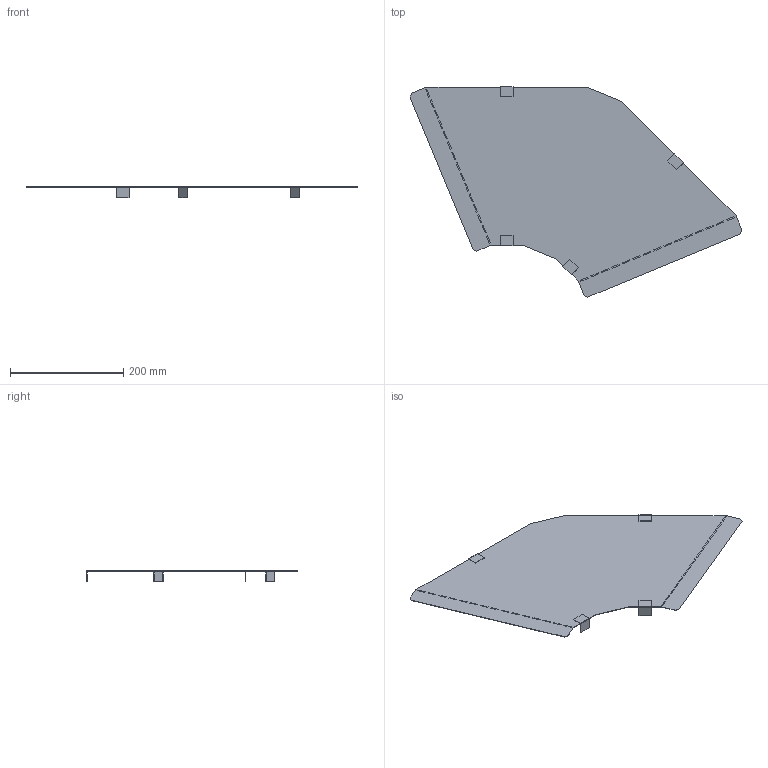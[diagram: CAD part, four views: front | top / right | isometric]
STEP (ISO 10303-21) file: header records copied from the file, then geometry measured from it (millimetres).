
FILE_DESCRIPTION(/* description */ (''),/* implementation_level */ '2;1');
FILE_NAME(/* name */ '485216.stp',/* time_stamp */ '2023-12-19T13:46:56+01:00',/* author */ ('bonnaudn'),/* organization */ (''),/* preprocessor_version */ 'ST-DEVELOPER v19.2',/* originating_system */ 'AutoCAD Mechanical',/* authorisation */ '');
FILE_SCHEMA (('AUTOMOTIVE_DESIGN { 1 0 10303 214 3 1 1 }'));
Length unit declared in the file: millimetre
Products named in the file (1): Product
Bounding box: 587.31 x 371.74 x 19.88 mm (x, y, z)
Volume: 109986.4 mm3; surface area: 278629.5 mm2
Topology: 5 solids, 65 shells, 110 faces, 360 edges, 320 vertices
Faces by surface type: plane 110
Entity records: 4037 total; most frequent: CARTESIAN_POINT 791, DIRECTION 582, ORIENTED_EDGE 480, LINE 360, VECTOR 360, EDGE_CURVE 360, VERTEX_POINT 320, AXIS2_PLACEMENT_3D 111
